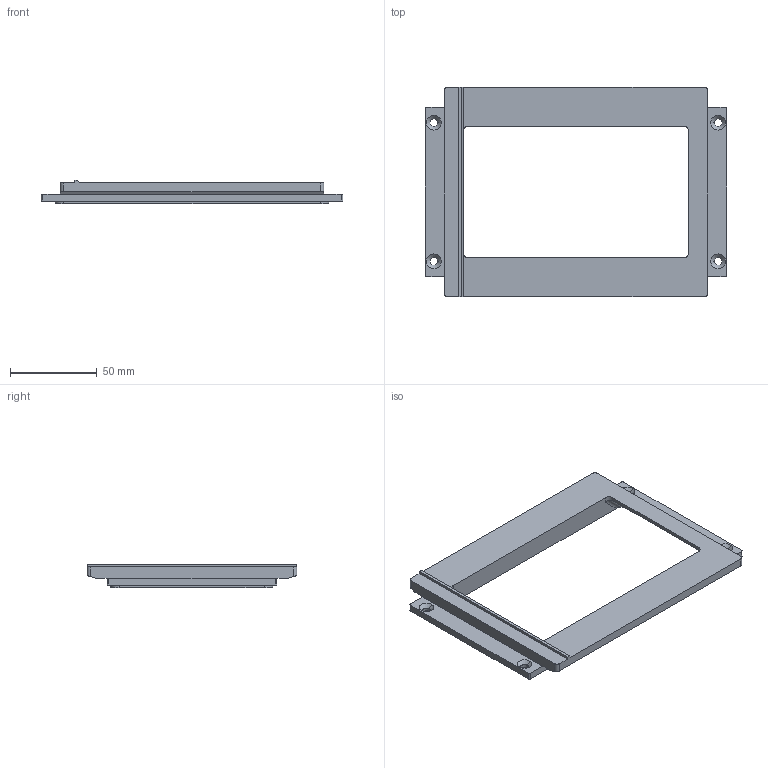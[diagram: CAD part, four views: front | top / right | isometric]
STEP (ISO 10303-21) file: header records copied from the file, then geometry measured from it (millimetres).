
FILE_DESCRIPTION (( 'STEP AP203' ), '1' );
FILE_NAME ('PLATINE-4x5.STEP', '2022-10-22T15:28:50', ( '' ), ( '' ), 'SwSTEP 2.0', 'SolidWorks 2019', '' );
FILE_SCHEMA (( 'CONFIG_CONTROL_DESIGN' ));
Length unit declared in the file: millimetre
Products named in the file (1): PLATINE-4x5
Bounding box: 174 x 121 x 13.5 mm (x, y, z)
Volume: 82683.8 mm3; surface area: 31901.1 mm2
Topology: 1 solids, 1 shells, 67 faces, 177 edges, 112 vertices
Faces by surface type: plane 31, cylinder 28, cone 8
Entity records: 2152 total; most frequent: CARTESIAN_POINT 393, ORIENTED_EDGE 354, DIRECTION 349, EDGE_CURVE 177, LINE 117, VECTOR 117, AXIS2_PLACEMENT_3D 116, VERTEX_POINT 112
